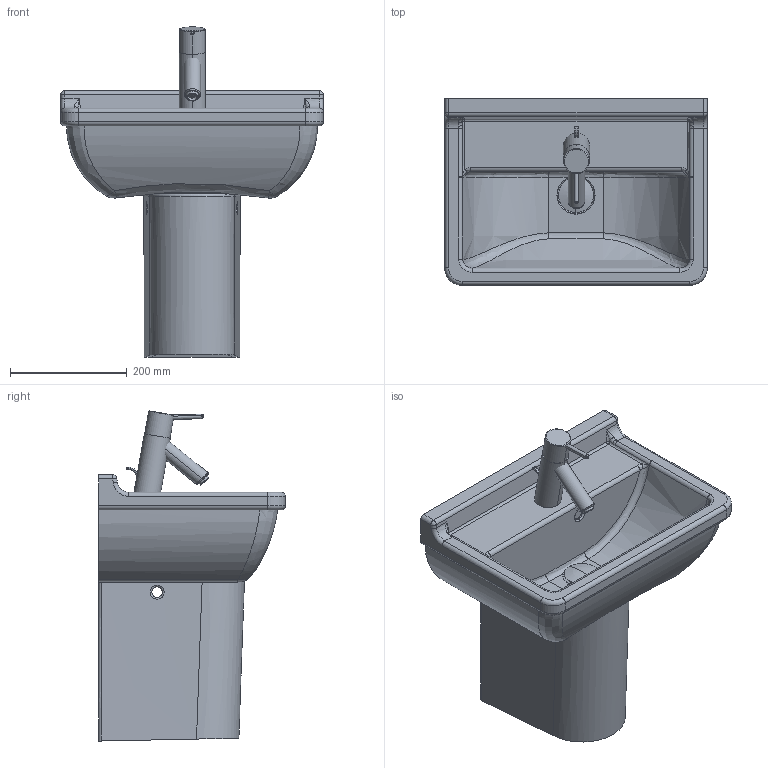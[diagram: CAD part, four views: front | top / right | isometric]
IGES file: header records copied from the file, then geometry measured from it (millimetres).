
Global section: file name: No Iges File Name specified; native system: AutoDesk Inventor R11.0; preprocessor: AutoDesk Inventor Iges Exporter R11.0; author: No Author specified; organization: No Organization specified; date: 20070711.194056; units: millimetre
Bounding box: 450 x 320.21 x 565.38 mm (x, y, z)
Volume: 11472405.8 mm3; surface area: 1086296.1 mm2
Topology: 9 solids, 9 shells, 252 faces, 611 edges, 365 vertices
Faces by surface type: cylinder 59, bspline 57, plane 57, revolution 38, torus 29, sphere 10, cone 2
